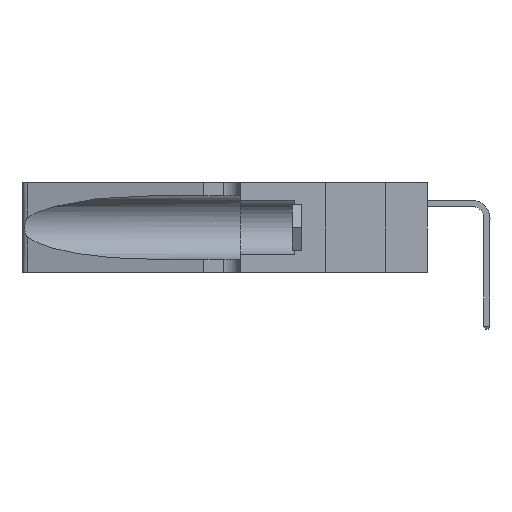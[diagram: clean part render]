
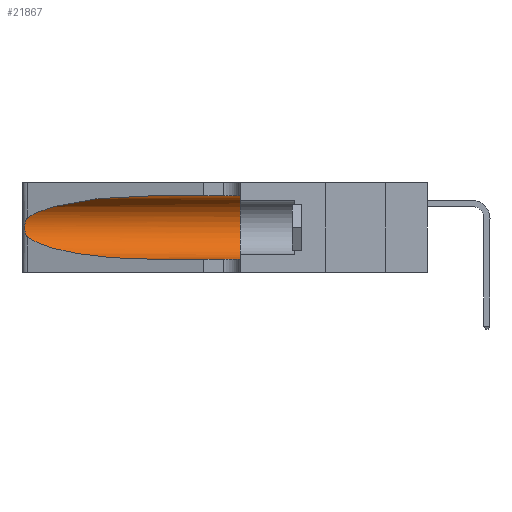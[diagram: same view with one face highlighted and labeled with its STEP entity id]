
A CAD part, left-side view. The second image highlights one B-rep face of the part: STEP entity #21867.
In plain terms, the highlighted cylindrical face has radius 3.308 mm (diameter 6.617 mm), a partial arc.
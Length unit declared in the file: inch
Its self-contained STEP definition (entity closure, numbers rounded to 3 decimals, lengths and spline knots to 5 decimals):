
#100 = EDGE_CURVE ( 'NONE', #26530, #5160, #11843, .T. ) ;
#341 = CARTESIAN_POINT ( 'NONE',  ( 0.2373, 1.15595, 0.08982 ) ) ;
#505 = CARTESIAN_POINT ( 'NONE',  ( 0.25555, 1.22993, 0.14849 ) ) ;
#726 = CARTESIAN_POINT ( 'NONE',  ( 0.25555, 1.22994, 0.2215 ) ) ;
#788 = CARTESIAN_POINT ( 'NONE',  ( 0.26075, 1.23896, 0.178 ) ) ;
#854 = CARTESIAN_POINT ( 'NONE',  ( 0.26018, 1.23835, 0.19895 ) ) ;
#877 = CARTESIAN_POINT ( 'NONE',  ( 0.25639, 1.23184, 0.21858 ) ) ;
#909 = CARTESIAN_POINT ( 'NONE',  ( 0.18966, 0.96281, 0.31525 ) ) ;
#998 = EDGE_CURVE ( 'NONE', #9662, #10297, #3808, .T. ) ;
#2529 = CARTESIAN_POINT ( 'NONE',  ( 0.25487, 1.22718, 0.14631 ) ) ;
#2654 = CARTESIAN_POINT ( 'NONE',  ( 0.25487, 1.22718, 0.22369 ) ) ;
#2772 = CARTESIAN_POINT ( 'NONE',  ( 0.25854, 1.2359, 0.20912 ) ) ;
#3258 = FACE_OUTER_BOUND ( 'NONE', #13477, .T. ) ;
#3419 = CARTESIAN_POINT ( 'NONE',  ( 0.25787, 1.23484, 0.2124 ) ) ;
#3605 = CARTESIAN_POINT ( 'NONE',  ( 0.26017, 1.23833, 0.17102 ) ) ;
#3677 = CARTESIAN_POINT ( 'NONE',  ( 0.1305, 0.35, 0.31525 ) ) ;
#3808 = B_SPLINE_CURVE_WITH_KNOTS ( 'NONE', 3,
 ( #2654, #726, #877, #3419, #2772, #854, #11735, #788, #3605, #8520, #23937, #8106, #505, #7820 ),
 .UNSPECIFIED., .F., .F.,
 ( 4, 2, 2, 2, 2, 2, 4 ),
 ( 0., 0.00027, 0.00053, 0.00107, 0.0016, 0.00187, 0.00214 ),
 .UNSPECIFIED. ) ;
#4570 = CARTESIAN_POINT ( 'NONE',  ( 0.1305, 1.61858, 0.31525 ) ) ;
#4703 = CARTESIAN_POINT ( 'NONE',  ( 0.18966, 0.96281, 0.05475 ) ) ;
#5160 = VERTEX_POINT ( 'NONE', #9609 ) ;
#5245 = CARTESIAN_POINT ( 'NONE',  ( 0.25487, 1.22718, 0.22369 ) ) ;
#6813 = DIRECTION ( 'NONE',  ( 0., 0., -1. ) ) ;
#7092 = CARTESIAN_POINT ( 'NONE',  ( 0.1305, 0.72297, 0.31525 ) ) ;
#7820 = CARTESIAN_POINT ( 'NONE',  ( 0.25487, 1.22718, 0.14631 ) ) ;
#8106 = CARTESIAN_POINT ( 'NONE',  ( 0.25639, 1.23186, 0.15144 ) ) ;
#8520 = CARTESIAN_POINT ( 'NONE',  ( 0.25856, 1.23593, 0.16098 ) ) ;
#8839 = ORIENTED_EDGE ( 'NONE', *, *, #10845, .T. ) ;
#9609 = CARTESIAN_POINT ( 'NONE',  ( 0.1305, 0.35, 0.05475 ) ) ;
#9662 = VERTEX_POINT ( 'NONE', #18284 ) ;
#9802 = CARTESIAN_POINT ( 'NONE',  ( 0.25487, 1.22718, 0.14631 ) ) ;
#10160 = CARTESIAN_POINT ( 'NONE',  ( 0.1305, 1.61858, 0.05475 ) ) ;
#10167 = LINE ( 'NONE', #4570, #15136 ) ;
#10297 = VERTEX_POINT ( 'NONE', #9802 ) ;
#10787 = VERTEX_POINT ( 'NONE', #26531 ) ;
#10845 = EDGE_CURVE ( 'NONE', #10787, #5160, #24355, .T. ) ;
#11735 = CARTESIAN_POINT ( 'NONE',  ( 0.26075, 1.23896, 0.19203 ) ) ;
#11843 = CIRCLE ( 'NONE', #17554, 0.13025 ) ;
#13195 = ORIENTED_EDGE ( 'NONE', *, *, #22953, .T. ) ;
#13477 = EDGE_LOOP ( 'NONE', ( #25699, #15787, #13195, #8839, #14526, #21246 ) ) ;
#14526 = ORIENTED_EDGE ( 'NONE', *, *, #100, .F. ) ;
#14873 = AXIS2_PLACEMENT_3D ( 'NONE', #19364, #17405, #6813 ) ;
#15136 = VECTOR ( 'NONE', #21334, 39.37008 ) ;
#15787 = ORIENTED_EDGE ( 'NONE', *, *, #998, .T. ) ;
#17369 = EDGE_CURVE ( 'NONE', #22430, #9662, #19338, .T. ) ;
#17405 = DIRECTION ( 'NONE',  ( 0., -1., 0. ) ) ;
#17554 = AXIS2_PLACEMENT_3D ( 'NONE', #20020, #21625, #19366 ) ;
#17780 = EDGE_CURVE ( 'NONE', #22430, #26530, #10167, .T. ) ;
#17900 = CARTESIAN_POINT ( 'NONE',  ( 0.2373, 1.15595, 0.28018 ) ) ;
#18284 = CARTESIAN_POINT ( 'NONE',  ( 0.25487, 1.22718, 0.22369 ) ) ;
#18530 =( BOUNDED_CURVE ( )  B_SPLINE_CURVE ( 3, ( #2529, #341, #4703, #19429 ),
 .UNSPECIFIED., .F., .T. ) 
 B_SPLINE_CURVE_WITH_KNOTS ( ( 4, 4 ),
 ( 3.44316, 4.71239 ),
 .UNSPECIFIED. ) 
 CURVE ( )  GEOMETRIC_REPRESENTATION_ITEM ( )  RATIONAL_B_SPLINE_CURVE ( ( 1., 0.87, 0.87, 1. ) ) 
 REPRESENTATION_ITEM ( '' )  );
#18922 = VECTOR ( 'NONE', #26716, 39.37008 ) ;
#19338 =( BOUNDED_CURVE ( )  B_SPLINE_CURVE ( 3, ( #26017, #909, #17900, #5245 ),
 .UNSPECIFIED., .F., .F. ) 
 B_SPLINE_CURVE_WITH_KNOTS ( ( 4, 4 ),
 ( 1.5708, 2.84003 ),
 .UNSPECIFIED. ) 
 CURVE ( )  GEOMETRIC_REPRESENTATION_ITEM ( )  RATIONAL_B_SPLINE_CURVE ( ( 1., 0.87, 0.87, 1. ) ) 
 REPRESENTATION_ITEM ( '' )  );
#19364 = CARTESIAN_POINT ( 'NONE',  ( 0.1305, 1.61858, 0.185 ) ) ;
#19366 = DIRECTION ( 'NONE',  ( 0., 0., 1. ) ) ;
#19429 = CARTESIAN_POINT ( 'NONE',  ( 0.1305, 0.72297, 0.05475 ) ) ;
#20020 = CARTESIAN_POINT ( 'NONE',  ( 0.1305, 0.35, 0.185 ) ) ;
#21246 = ORIENTED_EDGE ( 'NONE', *, *, #17780, .F. ) ;
#21334 = DIRECTION ( 'NONE',  ( 0., -1., 0. ) ) ;
#21625 = DIRECTION ( 'NONE',  ( 0., 1., 0. ) ) ;
#21867 = ADVANCED_FACE ( 'NONE', ( #3258 ), #24225, .F. ) ;
#22430 = VERTEX_POINT ( 'NONE', #7092 ) ;
#22953 = EDGE_CURVE ( 'NONE', #10297, #10787, #18530, .T. ) ;
#23937 = CARTESIAN_POINT ( 'NONE',  ( 0.25789, 1.23486, 0.15765 ) ) ;
#24225 = CYLINDRICAL_SURFACE ( 'NONE', #14873, 0.13025 ) ;
#24355 = LINE ( 'NONE', #10160, #18922 ) ;
#25699 = ORIENTED_EDGE ( 'NONE', *, *, #17369, .T. ) ;
#26017 = CARTESIAN_POINT ( 'NONE',  ( 0.1305, 0.72297, 0.31525 ) ) ;
#26530 = VERTEX_POINT ( 'NONE', #3677 ) ;
#26531 = CARTESIAN_POINT ( 'NONE',  ( 0.1305, 0.72297, 0.05475 ) ) ;
#26716 = DIRECTION ( 'NONE',  ( 0., -1., 0. ) ) ;
